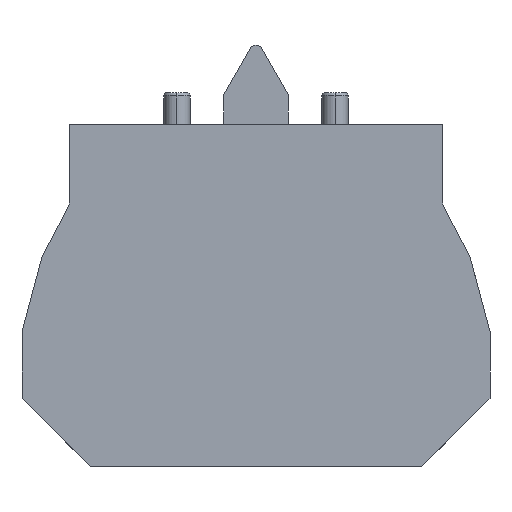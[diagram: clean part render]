
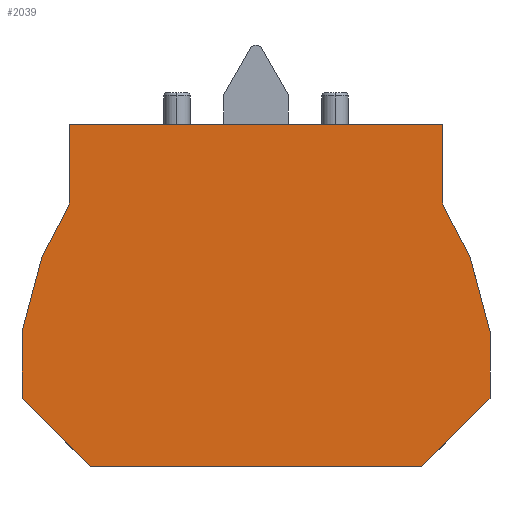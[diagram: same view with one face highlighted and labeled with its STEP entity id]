
A CAD part, left-side view. The second image highlights one B-rep face of the part: STEP entity #2039.
In plain terms, the highlighted planar face has unit normal (-1, 0, 0).
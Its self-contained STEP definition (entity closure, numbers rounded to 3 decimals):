
#43 = ORIENTED_EDGE ( 'NONE', *, *, #1962, .T. ) ;
#60 = VERTEX_POINT ( 'NONE', #94 ) ;
#84 = VERTEX_POINT ( 'NONE', #3902 ) ;
#92 = CARTESIAN_POINT ( 'NONE',  ( -8.1, 19.284, -19.284 ) ) ;
#94 = CARTESIAN_POINT ( 'NONE',  ( -8.1, -16.24, -10.042 ) ) ;
#107 = VERTEX_POINT ( 'NONE', #3865 ) ;
#116 = CARTESIAN_POINT ( 'NONE',  ( -8.1, 14.168, 0. ) ) ;
#174 = DIRECTION ( 'NONE',  ( 0., 0., 1. ) ) ;
#224 = LINE ( 'NONE', #3357, #1109 ) ;
#250 = DIRECTION ( 'NONE',  ( 0., 0., 1. ) ) ;
#262 = CARTESIAN_POINT ( 'NONE',  ( -8.1, 14.168, -500000. ) ) ;
#303 = CARTESIAN_POINT ( 'NONE',  ( -8.1, -19.284, -19.284 ) ) ;
#383 = VERTEX_POINT ( 'NONE', #2464 ) ;
#438 = VECTOR ( 'NONE', #3012, 1000. ) ;
#449 = DIRECTION ( 'NONE',  ( 0., 0.465, -0.885 ) ) ;
#513 = VECTOR ( 'NONE', #864, 1000. ) ;
#528 = CARTESIAN_POINT ( 'NONE',  ( -8.1, 17.768, 0. ) ) ;
#558 = ORIENTED_EDGE ( 'NONE', *, *, #3981, .T. ) ;
#573 = VERTEX_POINT ( 'NONE', #2750 ) ;
#575 = CARTESIAN_POINT ( 'NONE',  ( -8.1, 0., 0. ) ) ;
#577 = LINE ( 'NONE', #1083, #4061 ) ;
#586 = EDGE_CURVE ( 'NONE', #60, #1839, #643, .T. ) ;
#629 = VECTOR ( 'NONE', #174, 1000. ) ;
#634 = VECTOR ( 'NONE', #2437, 1000. ) ;
#643 = LINE ( 'NONE', #2402, #4141 ) ;
#708 = ORIENTED_EDGE ( 'NONE', *, *, #3640, .T. ) ;
#739 = EDGE_CURVE ( 'NONE', #2282, #3267, #2440, .T. ) ;
#856 = VECTOR ( 'NONE', #1931, 1000. ) ;
#864 = DIRECTION ( 'NONE',  ( 0., 0., -1. ) ) ;
#886 = EDGE_CURVE ( 'NONE', #383, #107, #2447, .T. ) ;
#902 = EDGE_CURVE ( 'NONE', #107, #2521, #1763, .T. ) ;
#904 = PLANE ( 'NONE',  #3960 ) ;
#910 = EDGE_CURVE ( 'NONE', #3267, #2841, #1540, .T. ) ;
#916 = DIRECTION ( 'NONE',  ( 0., 0., -1. ) ) ;
#937 = ORIENTED_EDGE ( 'NONE', *, *, #586, .T. ) ;
#1083 = CARTESIAN_POINT ( 'NONE',  ( -8.1, -17.768, 0. ) ) ;
#1097 = DIRECTION ( 'NONE',  ( 0., 0., 1. ) ) ;
#1109 = VECTOR ( 'NONE', #2683, 1000. ) ;
#1150 = CARTESIAN_POINT ( 'NONE',  ( -8.1, -14.236, -6.224 ) ) ;
#1211 = DIRECTION ( 'NONE',  ( 0., 0.259, -0.966 ) ) ;
#1223 = CARTESIAN_POINT ( 'NONE',  ( -8.1, -12.568, -26. ) ) ;
#1253 = ORIENTED_EDGE ( 'NONE', *, *, #3308, .T. ) ;
#1257 = ORIENTED_EDGE ( 'NONE', *, *, #1579, .T. ) ;
#1304 = VERTEX_POINT ( 'NONE', #1979 ) ;
#1339 = ORIENTED_EDGE ( 'NONE', *, *, #902, .T. ) ;
#1404 = ORIENTED_EDGE ( 'NONE', *, *, #3679, .F. ) ;
#1426 = VECTOR ( 'NONE', #3463, 1000. ) ;
#1451 = FACE_OUTER_BOUND ( 'NONE', #3141, .T. ) ;
#1501 = EDGE_CURVE ( 'NONE', #2521, #3262, #3023, .T. ) ;
#1540 = LINE ( 'NONE', #3118, #1426 ) ;
#1579 = EDGE_CURVE ( 'NONE', #2318, #60, #224, .T. ) ;
#1763 = LINE ( 'NONE', #2113, #3229 ) ;
#1764 = LINE ( 'NONE', #3616, #856 ) ;
#1765 = DIRECTION ( 'NONE',  ( 0., -1., 0. ) ) ;
#1825 = VERTEX_POINT ( 'NONE', #3180 ) ;
#1839 = VERTEX_POINT ( 'NONE', #1150 ) ;
#1849 = VECTOR ( 'NONE', #2682, 1000. ) ;
#1931 = DIRECTION ( 'NONE',  ( 0., 0.259, -0.966 ) ) ;
#1962 = EDGE_CURVE ( 'NONE', #573, #383, #3301, .T. ) ;
#1979 = CARTESIAN_POINT ( 'NONE',  ( -8.1, 14.236, -6.224 ) ) ;
#2039 = ADVANCED_FACE ( 'NONE', ( #1451 ), #904, .F. ) ;
#2113 = CARTESIAN_POINT ( 'NONE',  ( -8.1, 0., -26. ) ) ;
#2275 = VECTOR ( 'NONE', #449, 1000. ) ;
#2282 = VERTEX_POINT ( 'NONE', #3079 ) ;
#2318 = VERTEX_POINT ( 'NONE', #2435 ) ;
#2336 = CARTESIAN_POINT ( 'NONE',  ( -8.1, -11.726, 3.142 ) ) ;
#2392 = ORIENTED_EDGE ( 'NONE', *, *, #2505, .T. ) ;
#2402 = CARTESIAN_POINT ( 'NONE',  ( -8.1, -8.598, 4.514 ) ) ;
#2435 = CARTESIAN_POINT ( 'NONE',  ( -8.1, -17.768, -15.744 ) ) ;
#2437 = DIRECTION ( 'NONE',  ( 0., -0.707, -0.707 ) ) ;
#2440 = LINE ( 'NONE', #4214, #629 ) ;
#2447 = LINE ( 'NONE', #92, #634 ) ;
#2464 = CARTESIAN_POINT ( 'NONE',  ( -8.1, 17.768, -20.8 ) ) ;
#2479 = CARTESIAN_POINT ( 'NONE',  ( -8.1, 8.598, 4.514 ) ) ;
#2505 = EDGE_CURVE ( 'NONE', #1825, #1304, #3874, .T. ) ;
#2521 = VERTEX_POINT ( 'NONE', #1223 ) ;
#2524 = ORIENTED_EDGE ( 'NONE', *, *, #910, .T. ) ;
#2588 = CARTESIAN_POINT ( 'NONE',  ( -8.1, 11.726, 3.142 ) ) ;
#2651 = LINE ( 'NONE', #262, #4017 ) ;
#2667 = CARTESIAN_POINT ( 'NONE',  ( -8.1, -14.168, 0. ) ) ;
#2682 = DIRECTION ( 'NONE',  ( 0., 0.259, 0.966 ) ) ;
#2683 = DIRECTION ( 'NONE',  ( 0., 0.259, 0.966 ) ) ;
#2750 = CARTESIAN_POINT ( 'NONE',  ( -8.1, 17.768, -15.744 ) ) ;
#2841 = VERTEX_POINT ( 'NONE', #116 ) ;
#2943 = ORIENTED_EDGE ( 'NONE', *, *, #886, .T. ) ;
#2952 = DIRECTION ( 'NONE',  ( 1., 0., 0. ) ) ;
#2980 = VECTOR ( 'NONE', #1211, 1000. ) ;
#3012 = DIRECTION ( 'NONE',  ( 0., -0.707, 0.707 ) ) ;
#3023 = LINE ( 'NONE', #303, #438 ) ;
#3079 = CARTESIAN_POINT ( 'NONE',  ( -8.1, -14.168, -5.97 ) ) ;
#3084 = DIRECTION ( 'NONE',  ( 0., 0.465, 0.885 ) ) ;
#3118 = CARTESIAN_POINT ( 'NONE',  ( -8.1, 0., 0. ) ) ;
#3141 = EDGE_LOOP ( 'NONE', ( #3941, #3976, #1257, #937, #1253, #3523, #2524, #1404, #2392, #558, #708, #43, #2943, #1339 ) ) ;
#3173 = LINE ( 'NONE', #2479, #2275 ) ;
#3180 = CARTESIAN_POINT ( 'NONE',  ( -8.1, 14.168, -5.97 ) ) ;
#3229 = VECTOR ( 'NONE', #1765, 1000. ) ;
#3262 = VERTEX_POINT ( 'NONE', #4358 ) ;
#3267 = VERTEX_POINT ( 'NONE', #2667 ) ;
#3301 = LINE ( 'NONE', #528, #513 ) ;
#3308 = EDGE_CURVE ( 'NONE', #1839, #2282, #3628, .T. ) ;
#3357 = CARTESIAN_POINT ( 'NONE',  ( -8.1, -12.642, 3.387 ) ) ;
#3463 = DIRECTION ( 'NONE',  ( 0., 1., 0. ) ) ;
#3523 = ORIENTED_EDGE ( 'NONE', *, *, #739, .T. ) ;
#3616 = CARTESIAN_POINT ( 'NONE',  ( -8.1, 12.642, 3.387 ) ) ;
#3628 = LINE ( 'NONE', #2336, #1849 ) ;
#3640 = EDGE_CURVE ( 'NONE', #84, #573, #1764, .T. ) ;
#3679 = EDGE_CURVE ( 'NONE', #1825, #2841, #2651, .T. ) ;
#3865 = CARTESIAN_POINT ( 'NONE',  ( -8.1, 12.568, -26. ) ) ;
#3874 = LINE ( 'NONE', #2588, #2980 ) ;
#3902 = CARTESIAN_POINT ( 'NONE',  ( -8.1, 16.24, -10.042 ) ) ;
#3941 = ORIENTED_EDGE ( 'NONE', *, *, #1501, .T. ) ;
#3955 = EDGE_CURVE ( 'NONE', #3262, #2318, #577, .T. ) ;
#3960 = AXIS2_PLACEMENT_3D ( 'NONE', #575, #2952, #916 ) ;
#3976 = ORIENTED_EDGE ( 'NONE', *, *, #3955, .T. ) ;
#3981 = EDGE_CURVE ( 'NONE', #1304, #84, #3173, .T. ) ;
#4017 = VECTOR ( 'NONE', #250, 1000. ) ;
#4061 = VECTOR ( 'NONE', #1097, 1000. ) ;
#4141 = VECTOR ( 'NONE', #3084, 1000. ) ;
#4214 = CARTESIAN_POINT ( 'NONE',  ( -8.1, -14.168, -500000. ) ) ;
#4358 = CARTESIAN_POINT ( 'NONE',  ( -8.1, -17.768, -20.8 ) ) ;
